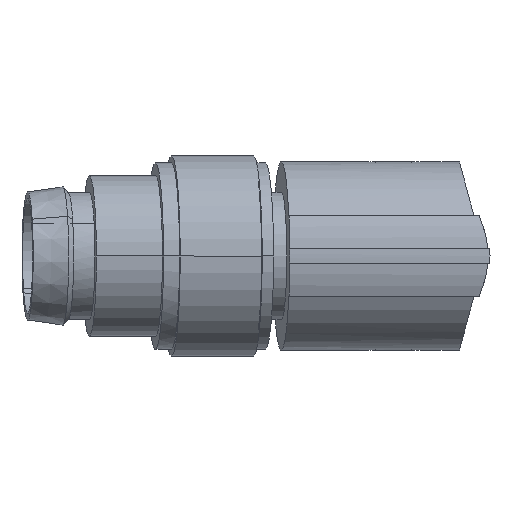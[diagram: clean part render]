
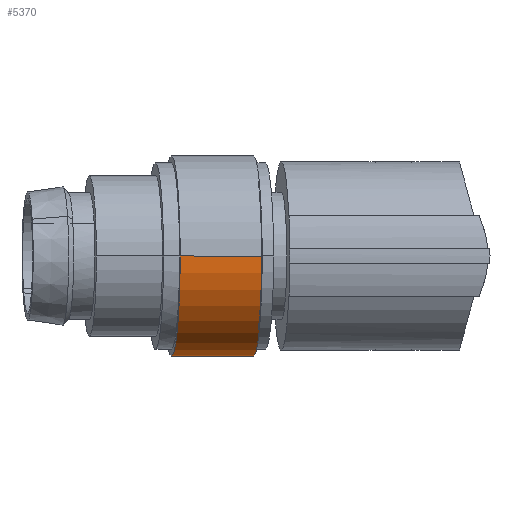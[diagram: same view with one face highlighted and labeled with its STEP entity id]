
A CAD part, left-side view. The second image highlights one B-rep face of the part: STEP entity #5370.
In plain terms, the highlighted cylindrical face has radius 5 mm (diameter 10 mm), a partial arc.
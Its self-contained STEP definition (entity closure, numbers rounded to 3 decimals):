
#4830=CARTESIAN_POINT('',(-23.28,6.983,
0.));
#4840=DIRECTION('',(0.087,-0.996,
0.));
#4850=DIRECTION('',(0.996,0.087,
0.));
#4860=AXIS2_PLACEMENT_3D('',#4830,#4840,#4850);
#4870=CIRCLE('',#4860,5.);
#4880=CARTESIAN_POINT('',(-18.299,7.419,
0.));
#4890=VERTEX_POINT('',#4880);
#4900=CARTESIAN_POINT('',(-28.261,6.548,
0.));
#4910=VERTEX_POINT('',#4900);
#4940=EDGE_CURVE('',#4910,#4890,#4870,.T.);
#5060=CARTESIAN_POINT('',(-23.28,6.983,
0.));
#5070=DIRECTION('',(0.087,-0.996,
0.));
#5080=DIRECTION('',(0.996,0.087,
0.));
#5090=AXIS2_PLACEMENT_3D('',#5060,#5070,#5080);
#5100=CYLINDRICAL_SURFACE('',#5090,5.);
#5110=CARTESIAN_POINT('',(-28.261,6.548,
0.));
#5120=DIRECTION('',(0.087,-0.996,
0.));
#5130=VECTOR('',#5120,1.);
#5140=LINE('',#5110,#5130);
#5150=CARTESIAN_POINT('',(-28.619,10.632,
0.));
#5160=VERTEX_POINT('',#5150);
#5170=EDGE_CURVE('',#5160,#4910,#5140,.T.);
#5180=ORIENTED_EDGE('',*,*,#5170,.F.);
#5190=ORIENTED_EDGE('',*,*,#4940,.F.);
#5200=CARTESIAN_POINT('',(-18.299,7.419,
0.));
#5210=DIRECTION('',(0.087,-0.996,
0.));
#5220=VECTOR('',#5210,1.);
#5230=LINE('',#5200,#5220);
#5240=CARTESIAN_POINT('',(-18.657,11.504,
0.));
#5250=VERTEX_POINT('',#5240);
#5260=EDGE_CURVE('',#5250,#4890,#5230,.T.);
#5270=ORIENTED_EDGE('',*,*,#5260,.T.);
#5280=CARTESIAN_POINT('',(-23.638,11.068,
0.));
#5290=DIRECTION('',(0.087,-0.996,
0.));
#5300=DIRECTION('',(0.996,0.087,
0.));
#5310=AXIS2_PLACEMENT_3D('',#5280,#5290,#5300);
#5320=CIRCLE('',#5310,5.);
#5330=EDGE_CURVE('',#5160,#5250,#5320,.T.);
#5340=ORIENTED_EDGE('',*,*,#5330,.T.);
#5350=EDGE_LOOP('',(#5340,#5270,#5190,#5180));
#5360=FACE_OUTER_BOUND('',#5350,.T.);
#5370=ADVANCED_FACE('',(#5360),#5100,.T.);
